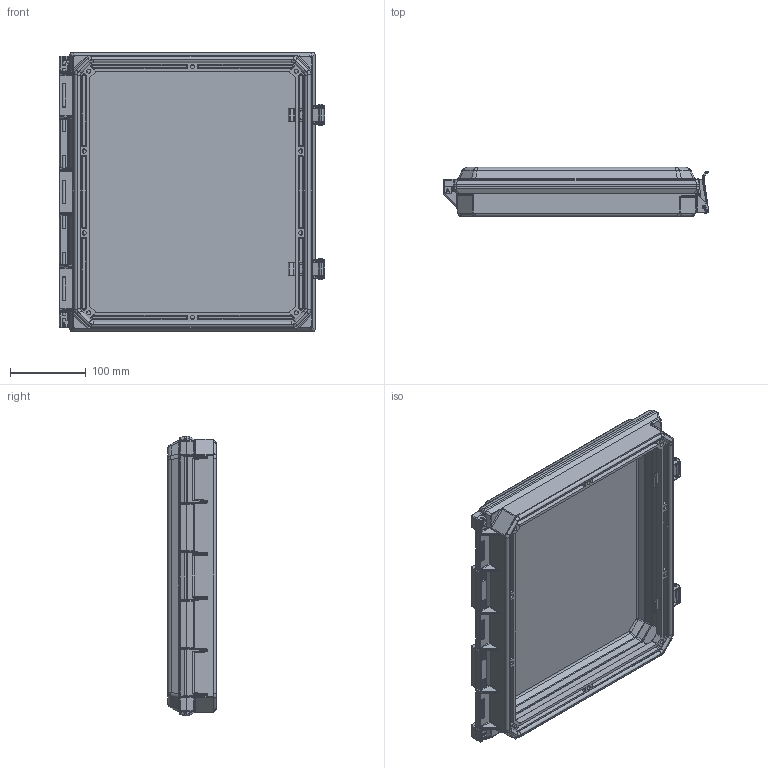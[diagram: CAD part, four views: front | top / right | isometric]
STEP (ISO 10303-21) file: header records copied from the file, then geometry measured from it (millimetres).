
FILE_DESCRIPTION (( 'STEP AP214' ), '1' );
FILE_NAME ('Allied_Moulded_AMHMI142CCL.step', '2019-08-23T21:35:16', ( '' ), ( '' ), 'SwSTEP 2.0', 'SolidWorks 2019', '' );
FILE_SCHEMA (( 'AUTOMOTIVE_DESIGN' ));
Length unit declared in the file: inch
Products named in the file (18): 2952200; 70-HMISSLCH316; WF142_Frame; WGU142CX; WU1426CX; 70-HMISSLCH316 14380-5; 70-HINGEPIN14P_70-HINGEPIN14; WF142_FIP Gasket Profile; 70-HMISSLCH316 14380-2; 2952001_part; 70-HMISSLCH316_Installed Position; 2952001_1426 FIP Gasket Profile; 3373200; Allied_Moulded_AMHMI142CCL; 70-HMISSLCH316 14380-1; 70-HMISSLCH316 14380-3; 70-HMISSLCH316 14380-4; WGF142
Assembly tree (24 placements, depth 4):
  Allied_Moulded_AMHMI142CCL
    WGF142
      WF142_Frame
      3373200
        WF142_FIP Gasket Profile
    70-HINGEPIN14P_70-HINGEPIN14
    WGU142CX
      WU1426CX
        2952001_part
      2952200
        2952001_1426 FIP Gasket Profile
    70-HMISSLCH316
      70-HMISSLCH316 14380-1
      70-HMISSLCH316 14380-2
      70-HMISSLCH316 14380-3
      70-HMISSLCH316 14380-4
      70-HMISSLCH316 14380-5  x2
    70-HMISSLCH316_Installed Position
      70-HMISSLCH316 14380-1
      70-HMISSLCH316 14380-2
      70-HMISSLCH316 14380-3
      70-HMISSLCH316 14380-4
      70-HMISSLCH316 14380-5  x2
Bounding box: 350.37 x 64.46 x 368.31 mm (x, y, z)
Volume: 2352230.7 mm3; surface area: 1108354.4 mm2
Topology: 20 solids, 20 shells, 5430 faces, 13594 edges, 8280 vertices
Faces by surface type: plane 2022, cylinder 1564, bspline 1332, sphere 252, cone 134, torus 126
Entity records: 209699 total; most frequent: CARTESIAN_POINT 95931, ORIENTED_EDGE 26184, DIRECTION 19598, EDGE_CURVE 13092, VERTEX_POINT 8036, VECTOR 6956, LINE 6956, AXIS2_PLACEMENT_3D 6321
